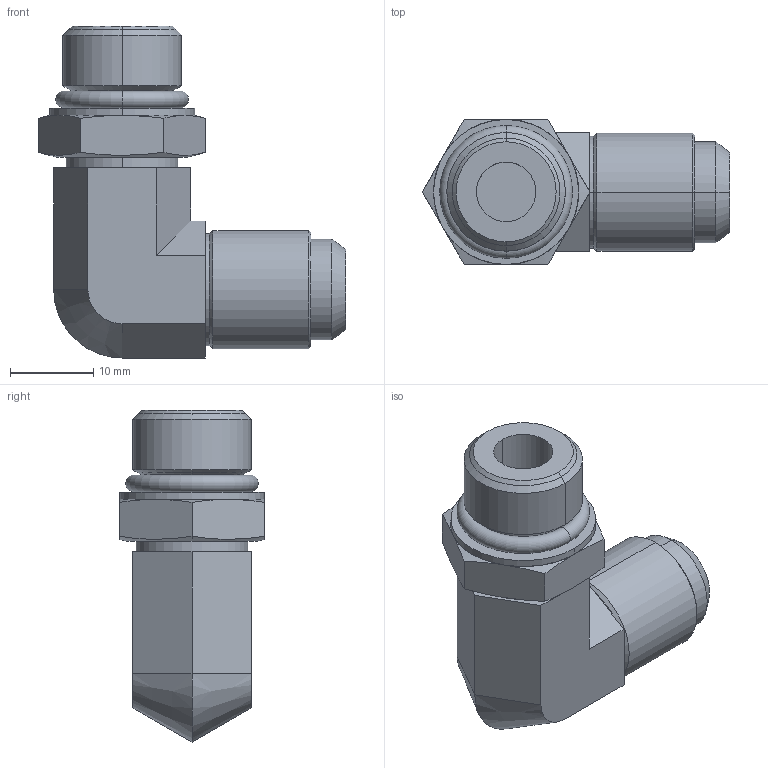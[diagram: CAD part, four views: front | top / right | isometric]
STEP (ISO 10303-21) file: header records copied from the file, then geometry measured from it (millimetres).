
FILE_DESCRIPTION((''),'2;1');
FILE_NAME('ILC30161566','2022-10-24T11:25:27',('rkuestersteffen'),(''),'CREO PARAMETRIC BY PTC INC, 2021164','CREO PARAMETRIC BY PTC INC, 2021164','');
FILE_SCHEMA(('AUTOMOTIVE_DESIGN { 1 0 10303 214 1 1 1 1 }'));
Length unit declared in the file: inch
Products named in the file (1): ILC30161566
Bounding box: 37.01 x 17.46 x 40 mm (x, y, z)
Volume: 6569 mm3; surface area: 5412.8 mm2
Topology: 2 solids, 4 shells, 84 faces, 201 edges, 127 vertices
Faces by surface type: plane 32, cylinder 30, cone 20, torus 2
Entity records: 3449 total; most frequent: CARTESIAN_POINT 595, DIRECTION 475, ORIENTED_EDGE 394, PRESENTATION_STYLE_ASSIGNMENT 215, STYLED_ITEM 213, CURVE_STYLE 209, EDGE_CURVE 201, AXIS2_PLACEMENT_3D 187
